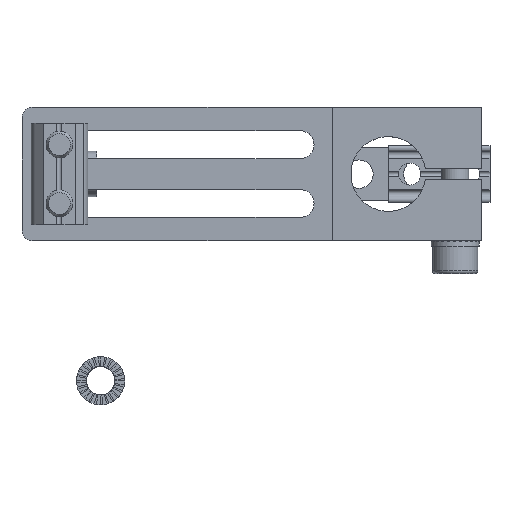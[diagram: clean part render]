
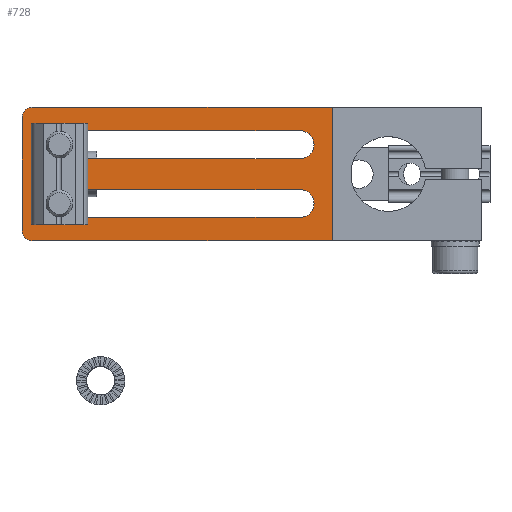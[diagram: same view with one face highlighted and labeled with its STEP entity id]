
A CAD part, top view. The second image highlights one B-rep face of the part: STEP entity #728.
In plain terms, the highlighted planar face has unit normal (0, 0, 1).
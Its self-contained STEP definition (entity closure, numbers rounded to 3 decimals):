
#728 = ADVANCED_FACE( '', ( #1477, #1478, #1479 ), #1480, .F. );
#1477 = FACE_BOUND( '', #2242, .T. );
#1478 = FACE_OUTER_BOUND( '', #2243, .T. );
#1479 = FACE_BOUND( '', #2244, .T. );
#1480 = PLANE( '', #2245 );
#2242 = EDGE_LOOP( '', ( #4322, #4323, #4324, #4325 ) );
#2243 = EDGE_LOOP( '', ( #4326, #4327, #4328, #4329, #4330, #4331 ) );
#2244 = EDGE_LOOP( '', ( #4332, #4333, #4334, #4335 ) );
#2245 = AXIS2_PLACEMENT_3D( '', #4336, #4337, #4338 );
#4322 = ORIENTED_EDGE( '', *, *, #5330, .T. );
#4323 = ORIENTED_EDGE( '', *, *, #5502, .F. );
#4324 = ORIENTED_EDGE( '', *, *, #5646, .T. );
#4325 = ORIENTED_EDGE( '', *, *, #5055, .F. );
#4326 = ORIENTED_EDGE( '', *, *, #5590, .F. );
#4327 = ORIENTED_EDGE( '', *, *, #5484, .T. );
#4328 = ORIENTED_EDGE( '', *, *, #5410, .T. );
#4329 = ORIENTED_EDGE( '', *, *, #4885, .T. );
#4330 = ORIENTED_EDGE( '', *, *, #5289, .T. );
#4331 = ORIENTED_EDGE( '', *, *, #4912, .T. );
#4332 = ORIENTED_EDGE( '', *, *, #5592, .T. );
#4333 = ORIENTED_EDGE( '', *, *, #5064, .F. );
#4334 = ORIENTED_EDGE( '', *, *, #5260, .T. );
#4335 = ORIENTED_EDGE( '', *, *, #5043, .F. );
#4336 = CARTESIAN_POINT( '', ( -65.149, -69., 6.4 ) );
#4337 = DIRECTION( '', ( 0., 0., -1. ) );
#4338 = DIRECTION( '', ( -1., 0., 0. ) );
#4885 = EDGE_CURVE( '', #5991, #5996, #5998, .T. );
#4912 = EDGE_CURVE( '', #6044, #6045, #6046, .F. );
#5043 = EDGE_CURVE( '', #6266, #6268, #6269, .T. );
#5055 = EDGE_CURVE( '', #6288, #6284, #6290, .T. );
#5064 = EDGE_CURVE( '', #6303, #6299, #6305, .T. );
#5260 = EDGE_CURVE( '', #6303, #6268, #6629, .T. );
#5289 = EDGE_CURVE( '', #5996, #6044, #6673, .T. );
#5330 = EDGE_CURVE( '', #6288, #6729, #6731, .T. );
#5410 = EDGE_CURVE( '', #6839, #5991, #6840, .T. );
#5484 = EDGE_CURVE( '', #6933, #6839, #6934, .F. );
#5502 = EDGE_CURVE( '', #6955, #6729, #6957, .T. );
#5590 = EDGE_CURVE( '', #6933, #6045, #7070, .T. );
#5592 = EDGE_CURVE( '', #6266, #6299, #7072, .T. );
#5646 = EDGE_CURVE( '', #6955, #6284, #7134, .T. );
#5991 = VERTEX_POINT( '', #7834 );
#5996 = VERTEX_POINT( '', #7841 );
#5998 = LINE( '', #7844, #7845 );
#6044 = VERTEX_POINT( '', #7904 );
#6045 = VERTEX_POINT( '', #7905 );
#6046 = CIRCLE( '', #7906, 2. );
#6266 = VERTEX_POINT( '', #8197 );
#6268 = VERTEX_POINT( '', #8200 );
#6269 = CIRCLE( '', #8201, 2.6 );
#6284 = VERTEX_POINT( '', #8221 );
#6288 = VERTEX_POINT( '', #8226 );
#6290 = CIRCLE( '', #8229, 2.6 );
#6299 = VERTEX_POINT( '', #8241 );
#6303 = VERTEX_POINT( '', #8246 );
#6305 = CIRCLE( '', #8249, 2.6 );
#6629 = LINE( '', #8675, #8676 );
#6673 = LINE( '', #8737, #8738 );
#6729 = VERTEX_POINT( '', #8816 );
#6731 = LINE( '', #8819, #8820 );
#6839 = VERTEX_POINT( '', #8972 );
#6840 = LINE( '', #8973, #8974 );
#6933 = VERTEX_POINT( '', #9101 );
#6934 = CIRCLE( '', #9102, 2. );
#6955 = VERTEX_POINT( '', #9129 );
#6957 = CIRCLE( '', #9132, 2.6 );
#7070 = LINE( '', #9312, #9313 );
#7072 = LINE( '', #9315, #9316 );
#7134 = LINE( '', #9396, #9397 );
#7834 = CARTESIAN_POINT( '', ( -10.5, -12.5, 6.4 ) );
#7841 = CARTESIAN_POINT( '', ( -10.5, 12.5, 6.4 ) );
#7844 = CARTESIAN_POINT( '', ( -10.5, -69., 6.4 ) );
#7845 = VECTOR( '', #9742, 1000. );
#7904 = CARTESIAN_POINT( '', ( -66.5, 12.5, 6.4 ) );
#7905 = CARTESIAN_POINT( '', ( -68.5, 10.5, 6.4 ) );
#7906 = AXIS2_PLACEMENT_3D( '', #9777, #9778, #9779 );
#8197 = CARTESIAN_POINT( '', ( -61.5, 8.1, 6.4 ) );
#8200 = CARTESIAN_POINT( '', ( -61.5, 2.9, 6.4 ) );
#8201 = AXIS2_PLACEMENT_3D( '', #9942, #9943, #9944 );
#8221 = CARTESIAN_POINT( '', ( -16.5, -2.9, 6.4 ) );
#8226 = CARTESIAN_POINT( '', ( -16.5, -8.1, 6.4 ) );
#8229 = AXIS2_PLACEMENT_3D( '', #9958, #9959, #9960 );
#8241 = CARTESIAN_POINT( '', ( -16.5, 8.1, 6.4 ) );
#8246 = CARTESIAN_POINT( '', ( -16.5, 2.9, 6.4 ) );
#8249 = AXIS2_PLACEMENT_3D( '', #9969, #9970, #9971 );
#8675 = CARTESIAN_POINT( '', ( -16.5, 2.9, 6.4 ) );
#8676 = VECTOR( '', #10305, 1000. );
#8737 = CARTESIAN_POINT( '', ( 17.5, 12.5, 6.4 ) );
#8738 = VECTOR( '', #10335, 1000. );
#8816 = CARTESIAN_POINT( '', ( -61.5, -8.1, 6.4 ) );
#8819 = CARTESIAN_POINT( '', ( -16.5, -8.1, 6.4 ) );
#8820 = VECTOR( '', #10374, 1000. );
#8972 = CARTESIAN_POINT( '', ( -66.5, -12.5, 6.4 ) );
#8973 = CARTESIAN_POINT( '', ( -68.5, -12.5, 6.4 ) );
#8974 = VECTOR( '', #10452, 1000. );
#9101 = CARTESIAN_POINT( '', ( -68.5, -10.5, 6.4 ) );
#9102 = AXIS2_PLACEMENT_3D( '', #10523, #10524, #10525 );
#9129 = CARTESIAN_POINT( '', ( -61.5, -2.9, 6.4 ) );
#9132 = AXIS2_PLACEMENT_3D( '', #10545, #10546, #10547 );
#9312 = CARTESIAN_POINT( '', ( -68.5, 12.5, 6.4 ) );
#9313 = VECTOR( '', #10636, 1000. );
#9315 = CARTESIAN_POINT( '', ( -61.5, 8.1, 6.4 ) );
#9316 = VECTOR( '', #10637, 1000. );
#9396 = CARTESIAN_POINT( '', ( -61.5, -2.9, 6.4 ) );
#9397 = VECTOR( '', #10689, 1000. );
#9742 = DIRECTION( '', ( 0., 1., 0. ) );
#9777 = CARTESIAN_POINT( '', ( -66.5, 10.5, 6.4 ) );
#9778 = DIRECTION( '', ( 0., 0., -1. ) );
#9779 = DIRECTION( '', ( -1., 0., 0. ) );
#9942 = CARTESIAN_POINT( '', ( -61.5, 5.5, 6.4 ) );
#9943 = DIRECTION( '', ( 0., 0., 1. ) );
#9944 = DIRECTION( '', ( 1., 0., 0. ) );
#9958 = CARTESIAN_POINT( '', ( -16.5, -5.5, 6.4 ) );
#9959 = DIRECTION( '', ( 0., 0., 1. ) );
#9960 = DIRECTION( '', ( 1., 0., 0. ) );
#9969 = CARTESIAN_POINT( '', ( -16.5, 5.5, 6.4 ) );
#9970 = DIRECTION( '', ( 0., 0., 1. ) );
#9971 = DIRECTION( '', ( 1., 0., 0. ) );
#10305 = DIRECTION( '', ( -1., 0., 0. ) );
#10335 = DIRECTION( '', ( -1., 0., 0. ) );
#10374 = DIRECTION( '', ( -1., 0., 0. ) );
#10452 = DIRECTION( '', ( 1., 0., 0. ) );
#10523 = CARTESIAN_POINT( '', ( -66.5, -10.5, 6.4 ) );
#10524 = DIRECTION( '', ( 0., 0., -1. ) );
#10525 = DIRECTION( '', ( -1., 0., 0. ) );
#10545 = CARTESIAN_POINT( '', ( -61.5, -5.5, 6.4 ) );
#10546 = DIRECTION( '', ( 0., 0., 1. ) );
#10547 = DIRECTION( '', ( 1., 0., 0. ) );
#10636 = DIRECTION( '', ( 0., 1., 0. ) );
#10637 = DIRECTION( '', ( 1., 0., 0. ) );
#10689 = DIRECTION( '', ( 1., 0., 0. ) );
